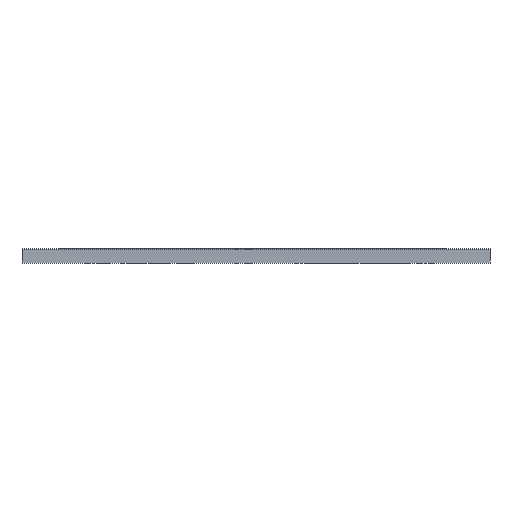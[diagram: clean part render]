
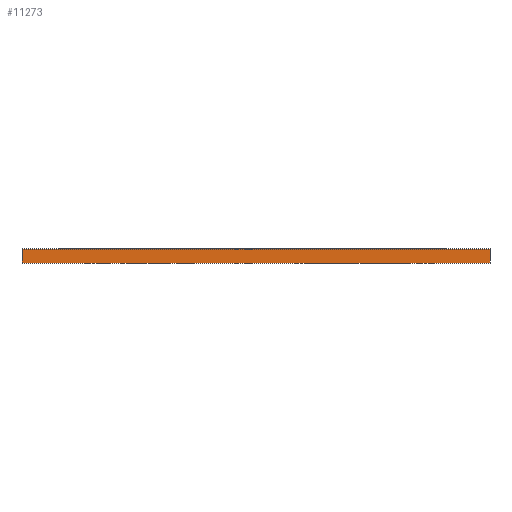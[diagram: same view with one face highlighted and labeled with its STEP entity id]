
A CAD part, front view. The second image highlights one B-rep face of the part: STEP entity #11273.
In plain terms, the highlighted planar face has unit normal (0, -1, 0).
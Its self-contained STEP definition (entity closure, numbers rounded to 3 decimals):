
#11273 = ADVANCED_FACE('',(#11274),#11308,.T.);
#11274 = FACE_BOUND('',#11275,.T.);
#11275 = EDGE_LOOP('',(#11276,#11286,#11294,#11302));
#11276 = ORIENTED_EDGE('',*,*,#11277,.T.);
#11277 = EDGE_CURVE('',#11278,#11280,#11282,.T.);
#11278 = VERTEX_POINT('',#11279);
#11279 = CARTESIAN_POINT('',(127.,-132.08,0.));
#11280 = VERTEX_POINT('',#11281);
#11281 = CARTESIAN_POINT('',(127.,-132.08,1.51));
#11282 = LINE('',#11283,#11284);
#11283 = CARTESIAN_POINT('',(127.,-132.08,0.));
#11284 = VECTOR('',#11285,1.);
#11285 = DIRECTION('',(0.,0.,1.));
#11286 = ORIENTED_EDGE('',*,*,#11287,.T.);
#11287 = EDGE_CURVE('',#11280,#11288,#11290,.T.);
#11288 = VERTEX_POINT('',#11289);
#11289 = CARTESIAN_POINT('',(76.2,-132.08,1.51));
#11290 = LINE('',#11291,#11292);
#11291 = CARTESIAN_POINT('',(127.,-132.08,1.51));
#11292 = VECTOR('',#11293,1.);
#11293 = DIRECTION('',(-1.,0.,0.));
#11294 = ORIENTED_EDGE('',*,*,#11295,.F.);
#11295 = EDGE_CURVE('',#11296,#11288,#11298,.T.);
#11296 = VERTEX_POINT('',#11297);
#11297 = CARTESIAN_POINT('',(76.2,-132.08,0.));
#11298 = LINE('',#11299,#11300);
#11299 = CARTESIAN_POINT('',(76.2,-132.08,0.));
#11300 = VECTOR('',#11301,1.);
#11301 = DIRECTION('',(0.,0.,1.));
#11302 = ORIENTED_EDGE('',*,*,#11303,.F.);
#11303 = EDGE_CURVE('',#11278,#11296,#11304,.T.);
#11304 = LINE('',#11305,#11306);
#11305 = CARTESIAN_POINT('',(127.,-132.08,0.));
#11306 = VECTOR('',#11307,1.);
#11307 = DIRECTION('',(-1.,0.,0.));
#11308 = PLANE('',#11309);
#11309 = AXIS2_PLACEMENT_3D('',#11310,#11311,#11312);
#11310 = CARTESIAN_POINT('',(127.,-132.08,0.));
#11311 = DIRECTION('',(0.,-1.,0.));
#11312 = DIRECTION('',(-1.,0.,0.));
